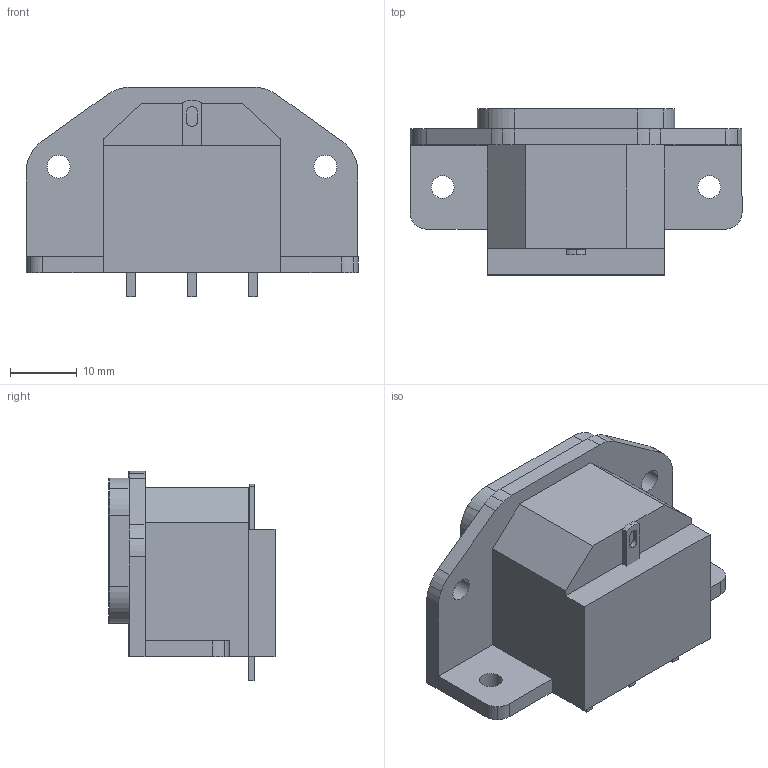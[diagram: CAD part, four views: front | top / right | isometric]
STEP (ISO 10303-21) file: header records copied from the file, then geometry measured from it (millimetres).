
FILE_DESCRIPTION((''),'2;1');
FILE_NAME('BULGIN_PX0580-PC-COL.stp','2009-03-12T15:03:01',(''),(''),'Mechanical Desktop 2006','Mechanical Desktop 2006',', , ');
FILE_SCHEMA(('AUTOMOTIVE_DESIGN { 1 2 10303 214 0 1 1 1 }'));
Length unit declared in the file: millimetre
Products named in the file (1): Product
Bounding box: 49.8 x 24.9 x 31.4 mm (x, y, z)
Volume: 8635.1 mm3; surface area: 9929.6 mm2
Topology: 13 solids, 13 shells, 172 faces, 432 edges, 295 vertices
Faces by surface type: plane 122, cylinder 50
Entity records: 5203 total; most frequent: CARTESIAN_POINT 893, DIRECTION 881, ORIENTED_EDGE 846, EDGE_CURVE 423, VECTOR 329, LINE 329, VERTEX_POINT 278, AXIS2_PLACEMENT_3D 276
